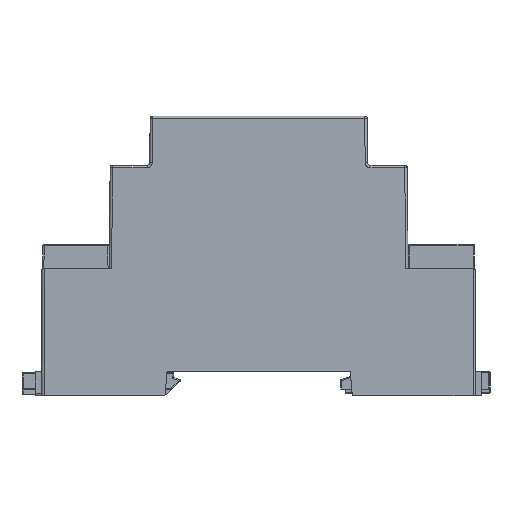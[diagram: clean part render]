
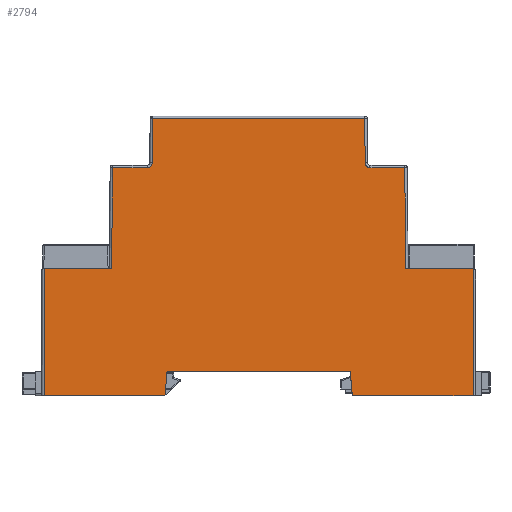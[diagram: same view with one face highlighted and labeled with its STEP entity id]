
A CAD part, front view. The second image highlights one B-rep face of the part: STEP entity #2794.
In plain terms, the highlighted face is planar.
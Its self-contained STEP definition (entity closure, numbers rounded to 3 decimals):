
#902=B_SPLINE_CURVE_WITH_KNOTS('',3,(#35970,#35971,#35972,#35973,#35974,
#35975,#35976,#35977,#35978,#35979,#35980,#35981,#35982,#35983,#35984,#35985,
#35986,#35987),.UNSPECIFIED.,.F.,.F.,(4,1,1,2,2,2,1,1,2,2,4),(0.,0.125,
0.187,0.219,0.25,0.5,
0.625,0.687,0.719,0.75,
1.),.UNSPECIFIED.);
#903=B_SPLINE_CURVE_WITH_KNOTS('',3,(#35995,#35996,#35997,#35998,#35999,
#36000,#36001,#36002,#36003,#36004,#36005,#36006,#36007,#36008,#36009,#36010,
#36011,#36012),.UNSPECIFIED.,.F.,.F.,(4,1,1,2,2,2,1,1,2,2,4),(0.,0.125,
0.188,0.219,0.25,0.5,
0.625,0.688,0.719,0.75,
1.),.UNSPECIFIED.);
#2794=ADVANCED_FACE('',(#4507),#3483,.T.);
#3483=PLANE('',#21906);
#4507=FACE_OUTER_BOUND('',#5691,.T.);
#5691=EDGE_LOOP('',(#10195,#10196,#10197,#10198,#10199,#10200,#10201,#10202,
#10203,#10204,#10205,#10206,#10207,#10208,#10209,#10210,#10211,#10212));
#10195=ORIENTED_EDGE('',*,*,#15828,.T.);
#10196=ORIENTED_EDGE('',*,*,#15737,.T.);
#10197=ORIENTED_EDGE('',*,*,#15829,.T.);
#10198=ORIENTED_EDGE('',*,*,#15830,.T.);
#10199=ORIENTED_EDGE('',*,*,#15831,.T.);
#10200=ORIENTED_EDGE('',*,*,#15832,.T.);
#10201=ORIENTED_EDGE('',*,*,#15833,.T.);
#10202=ORIENTED_EDGE('',*,*,#15834,.T.);
#10203=ORIENTED_EDGE('',*,*,#15835,.T.);
#10204=ORIENTED_EDGE('',*,*,#15836,.T.);
#10205=ORIENTED_EDGE('',*,*,#15837,.T.);
#10206=ORIENTED_EDGE('',*,*,#15838,.T.);
#10207=ORIENTED_EDGE('',*,*,#15839,.T.);
#10208=ORIENTED_EDGE('',*,*,#15840,.T.);
#10209=ORIENTED_EDGE('',*,*,#15841,.T.);
#10210=ORIENTED_EDGE('',*,*,#15842,.T.);
#10211=ORIENTED_EDGE('',*,*,#15843,.T.);
#10212=ORIENTED_EDGE('',*,*,#15844,.T.);
#13178=VERTEX_POINT('',#35747);
#13179=VERTEX_POINT('',#35748);
#13221=VERTEX_POINT('',#35864);
#13226=VERTEX_POINT('',#35880);
#13247=VERTEX_POINT('',#35958);
#13248=VERTEX_POINT('',#35960);
#13249=VERTEX_POINT('',#35962);
#13250=VERTEX_POINT('',#35964);
#13251=VERTEX_POINT('',#35966);
#13252=VERTEX_POINT('',#35969);
#13253=VERTEX_POINT('',#35988);
#13254=VERTEX_POINT('',#35990);
#13255=VERTEX_POINT('',#35992);
#13256=VERTEX_POINT('',#35994);
#13257=VERTEX_POINT('',#36013);
#13258=VERTEX_POINT('',#36016);
#13259=VERTEX_POINT('',#36018);
#13260=VERTEX_POINT('',#36020);
#15737=EDGE_CURVE('',#13178,#13179,#17870,.T.);
#15828=EDGE_CURVE('',#13247,#13178,#17936,.T.);
#15829=EDGE_CURVE('',#13179,#13248,#17937,.T.);
#15830=EDGE_CURVE('',#13248,#13249,#17938,.T.);
#15831=EDGE_CURVE('',#13249,#13250,#17939,.T.);
#15832=EDGE_CURVE('',#13250,#13251,#17940,.T.);
#15833=EDGE_CURVE('',#13251,#13226,#17941,.T.);
#15834=EDGE_CURVE('',#13226,#13252,#17942,.T.);
#15835=EDGE_CURVE('',#13252,#13253,#902,.T.);
#15836=EDGE_CURVE('',#13253,#13254,#17943,.T.);
#15837=EDGE_CURVE('',#13254,#13255,#17944,.T.);
#15838=EDGE_CURVE('',#13255,#13256,#17945,.T.);
#15839=EDGE_CURVE('',#13256,#13257,#903,.T.);
#15840=EDGE_CURVE('',#13257,#13221,#17946,.T.);
#15841=EDGE_CURVE('',#13221,#13258,#17947,.T.);
#15842=EDGE_CURVE('',#13258,#13259,#17948,.T.);
#15843=EDGE_CURVE('',#13259,#13260,#17949,.T.);
#15844=EDGE_CURVE('',#13260,#13247,#17950,.T.);
#17870=LINE('',#35746,#19893);
#17936=LINE('',#35957,#19959);
#17937=LINE('',#35959,#19960);
#17938=LINE('',#35961,#19961);
#17939=LINE('',#35963,#19962);
#17940=LINE('',#35965,#19963);
#17941=LINE('',#35967,#19964);
#17942=LINE('',#35968,#19965);
#17943=LINE('',#35989,#19966);
#17944=LINE('',#35991,#19967);
#17945=LINE('',#35993,#19968);
#17946=LINE('',#36014,#19969);
#17947=LINE('',#36015,#19970);
#17948=LINE('',#36017,#19971);
#17949=LINE('',#36019,#19972);
#17950=LINE('',#36021,#19973);
#19893=VECTOR('',#25930,1.);
#19959=VECTOR('',#26100,1.);
#19960=VECTOR('',#26101,1.);
#19961=VECTOR('',#26102,1.);
#19962=VECTOR('',#26103,1.);
#19963=VECTOR('',#26104,1.);
#19964=VECTOR('',#26105,1.);
#19965=VECTOR('',#26106,1.);
#19966=VECTOR('',#26107,1.);
#19967=VECTOR('',#26108,1.);
#19968=VECTOR('',#26109,1.);
#19969=VECTOR('',#26110,1.);
#19970=VECTOR('',#26111,1.);
#19971=VECTOR('',#26112,1.);
#19972=VECTOR('',#26113,1.);
#19973=VECTOR('',#26114,1.);
#21906=AXIS2_PLACEMENT_3D('',#36022,#26115,#26116);
#25930=DIRECTION('',(0.,0.,-1.));
#26100=DIRECTION('',(-0.009,0.996,-0.087));
#26101=DIRECTION('',(0.009,-0.996,-0.087));
#26102=DIRECTION('',(0.,0.,-1.));
#26103=DIRECTION('',(-0.009,1.,0.));
#26104=DIRECTION('',(0.,0.,1.));
#26105=DIRECTION('',(-0.009,1.,0.009));
#26106=DIRECTION('',(0.,0.,1.));
#26107=DIRECTION('',(-0.009,1.,0.009));
#26108=DIRECTION('',(0.,0.,1.));
#26109=DIRECTION('',(0.009,-1.,0.009));
#26110=DIRECTION('',(0.,0.,1.));
#26111=DIRECTION('',(0.009,-1.,0.009));
#26112=DIRECTION('',(0.,0.,1.));
#26113=DIRECTION('',(0.009,-1.,0.));
#26114=DIRECTION('',(0.,0.,-1.));
#26115=DIRECTION('',(1.,0.009,0.));
#26116=DIRECTION('',(0.009,-1.,0.));
#35746=CARTESIAN_POINT('',(-0.043,5.,-45.));
#35747=CARTESIAN_POINT('',(-0.043,5.,19.));
#35748=CARTESIAN_POINT('',(-0.043,5.,-19.));
#35864=CARTESIAN_POINT('',(-0.413,47.304,30.318));
#35880=CARTESIAN_POINT('',(-0.413,47.304,-30.318));
#35957=CARTESIAN_POINT('',(0.,0.,19.437));
#35958=CARTESIAN_POINT('',(0.,0.,19.437));
#35959=CARTESIAN_POINT('',(-0.043,5.,-19.));
#35960=CARTESIAN_POINT('',(0.,0.,-19.437));
#35961=CARTESIAN_POINT('',(0.,0.,-45.));
#35962=CARTESIAN_POINT('',(0.,0.,-44.5));
#35963=CARTESIAN_POINT('',(-0.23,26.4,-44.5));
#35964=CARTESIAN_POINT('',(-0.23,26.4,-44.5));
#35965=CARTESIAN_POINT('',(-0.23,26.4,-45.));
#35966=CARTESIAN_POINT('',(-0.23,26.4,-30.5));
#35967=CARTESIAN_POINT('',(-0.23,26.4,-30.5));
#35968=CARTESIAN_POINT('',(-0.413,47.304,-45.));
#35969=CARTESIAN_POINT('',(-0.413,47.304,-23.095));
#35970=CARTESIAN_POINT('',(-0.413,47.304,-23.095));
#35971=CARTESIAN_POINT('',(-0.413,47.304,-23.032));
#35972=CARTESIAN_POINT('',(-0.413,47.313,-22.939));
#35973=CARTESIAN_POINT('',(-0.413,47.338,-22.833));
#35974=CARTESIAN_POINT('',(-0.413,47.353,-22.788));
#35975=CARTESIAN_POINT('',(-0.413,47.363,-22.759));
#35976=CARTESIAN_POINT('',(-0.413,47.368,-22.745));
#35977=CARTESIAN_POINT('',(-0.414,47.424,-22.602));
#35978=CARTESIAN_POINT('',(-0.414,47.498,-22.489));
#35979=CARTESIAN_POINT('',(-0.415,47.642,-22.343));
#35980=CARTESIAN_POINT('',(-0.416,47.72,-22.278));
#35981=CARTESIAN_POINT('',(-0.417,47.822,-22.218));
#35982=CARTESIAN_POINT('',(-0.417,47.867,-22.196));
#35983=CARTESIAN_POINT('',(-0.418,47.898,-22.181));
#35984=CARTESIAN_POINT('',(-0.418,47.915,-22.174));
#35985=CARTESIAN_POINT('',(-0.419,48.047,-22.121));
#35986=CARTESIAN_POINT('',(-0.42,48.169,-22.097));
#35987=CARTESIAN_POINT('',(-0.421,48.296,-22.095));
#35988=CARTESIAN_POINT('',(-0.421,48.296,-22.095));
#35989=CARTESIAN_POINT('',(-0.421,48.296,-22.095));
#35990=CARTESIAN_POINT('',(-0.502,57.504,-22.015));
#35991=CARTESIAN_POINT('',(-0.502,57.504,-45.));
#35992=CARTESIAN_POINT('',(-0.502,57.504,22.016));
#35993=CARTESIAN_POINT('',(-0.502,57.504,22.016));
#35994=CARTESIAN_POINT('',(-0.421,48.296,22.096));
#35995=CARTESIAN_POINT('',(-0.421,48.296,22.096));
#35996=CARTESIAN_POINT('',(-0.421,48.232,22.097));
#35997=CARTESIAN_POINT('',(-0.42,48.139,22.106));
#35998=CARTESIAN_POINT('',(-0.419,48.034,22.132));
#35999=CARTESIAN_POINT('',(-0.418,47.989,22.147));
#36000=CARTESIAN_POINT('',(-0.418,47.959,22.157));
#36001=CARTESIAN_POINT('',(-0.418,47.946,22.162));
#36002=CARTESIAN_POINT('',(-0.417,47.803,22.22));
#36003=CARTESIAN_POINT('',(-0.416,47.691,22.295));
#36004=CARTESIAN_POINT('',(-0.415,47.546,22.44));
#36005=CARTESIAN_POINT('',(-0.414,47.482,22.519));
#36006=CARTESIAN_POINT('',(-0.414,47.423,22.621));
#36007=CARTESIAN_POINT('',(-0.413,47.401,22.667));
#36008=CARTESIAN_POINT('',(-0.413,47.387,22.698));
#36009=CARTESIAN_POINT('',(-0.413,47.38,22.715));
#36010=CARTESIAN_POINT('',(-0.413,47.328,22.847));
#36011=CARTESIAN_POINT('',(-0.413,47.304,22.969));
#36012=CARTESIAN_POINT('',(-0.413,47.304,23.096));
#36013=CARTESIAN_POINT('',(-0.413,47.304,23.096));
#36014=CARTESIAN_POINT('',(-0.413,47.304,-45.));
#36015=CARTESIAN_POINT('',(-0.413,47.304,30.318));
#36016=CARTESIAN_POINT('',(-0.23,26.4,30.5));
#36017=CARTESIAN_POINT('',(-0.23,26.4,-45.));
#36018=CARTESIAN_POINT('',(-0.23,26.4,44.5));
#36019=CARTESIAN_POINT('',(-0.23,26.4,44.5));
#36020=CARTESIAN_POINT('',(0.,0.,44.5));
#36021=CARTESIAN_POINT('',(0.,0.,-45.));
#36022=CARTESIAN_POINT('',(-0.23,26.4,-45.));
